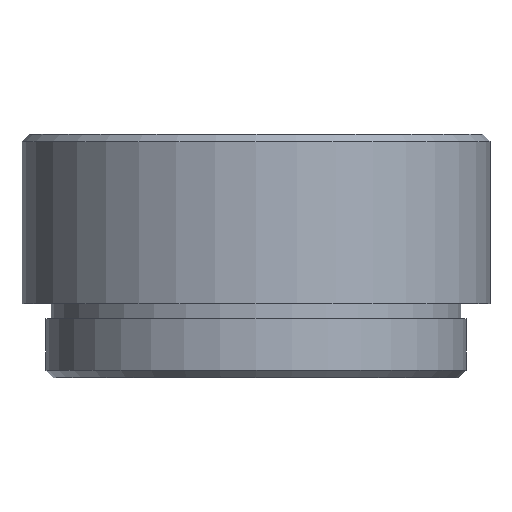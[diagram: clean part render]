
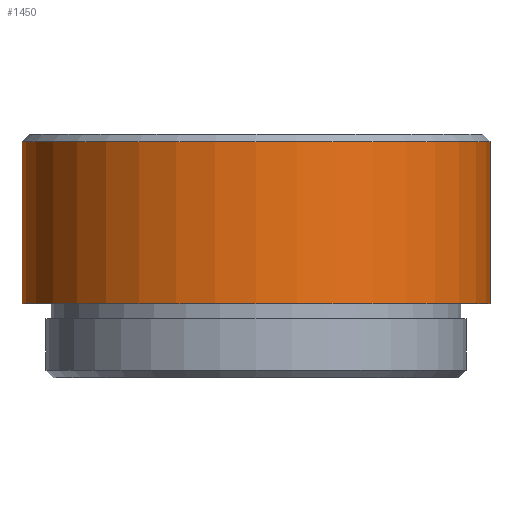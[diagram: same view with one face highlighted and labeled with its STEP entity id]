
A CAD part, front view. The second image highlights one B-rep face of the part: STEP entity #1450.
In plain terms, the highlighted cylindrical face has radius 15.878 mm (diameter 31.756 mm), a partial arc.
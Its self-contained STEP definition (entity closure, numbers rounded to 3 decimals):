
#22 = DIRECTION ( 'NONE',  ( 0., 0., -1. ) ) ;
#35 = EDGE_CURVE ( 'NONE', #1514, #1225, #587, .T. ) ;
#56 = CIRCLE ( 'NONE', #756, 15.878 ) ;
#72 = EDGE_CURVE ( 'NONE', #547, #1225, #56, .T. ) ;
#154 = LINE ( 'NONE', #514, #616 ) ;
#193 = DIRECTION ( 'NONE',  ( 0., 0., -1. ) ) ;
#206 = VERTEX_POINT ( 'NONE', #1136 ) ;
#288 = CYLINDRICAL_SURFACE ( 'NONE', #658, 15.878 ) ;
#329 = CARTESIAN_POINT ( 'NONE',  ( 0., 0., 5. ) ) ;
#341 = CARTESIAN_POINT ( 'NONE',  ( -15.878, 0., 5. ) ) ;
#421 = DIRECTION ( 'NONE',  ( 0., 0., -1. ) ) ;
#505 = ORIENTED_EDGE ( 'NONE', *, *, #1411, .F. ) ;
#514 = CARTESIAN_POINT ( 'NONE',  ( 15.878, 0., 16.5 ) ) ;
#536 = CARTESIAN_POINT ( 'NONE',  ( -15.878, 0., 16. ) ) ;
#547 = VERTEX_POINT ( 'NONE', #1293 ) ;
#571 = DIRECTION ( 'NONE',  ( 0., 0., -1. ) ) ;
#586 = EDGE_LOOP ( 'NONE', ( #505, #843, #1445, #833 ) ) ;
#587 = LINE ( 'NONE', #1618, #871 ) ;
#610 = EDGE_CURVE ( 'NONE', #206, #1514, #1376, .T. ) ;
#612 = DIRECTION ( 'NONE',  ( 1., 0., 0. ) ) ;
#616 = VECTOR ( 'NONE', #22, 1000. ) ;
#658 = AXIS2_PLACEMENT_3D ( 'NONE', #829, #421, #1494 ) ;
#756 = AXIS2_PLACEMENT_3D ( 'NONE', #329, #193, #852 ) ;
#829 = CARTESIAN_POINT ( 'NONE',  ( 0., 0., 16.5 ) ) ;
#833 = ORIENTED_EDGE ( 'NONE', *, *, #72, .F. ) ;
#843 = ORIENTED_EDGE ( 'NONE', *, *, #610, .T. ) ;
#852 = DIRECTION ( 'NONE',  ( -1., 0., 0. ) ) ;
#871 = VECTOR ( 'NONE', #571, 1000. ) ;
#874 = DIRECTION ( 'NONE',  ( 0., 0., -1. ) ) ;
#960 = FACE_OUTER_BOUND ( 'NONE', #586, .T. ) ;
#1136 = CARTESIAN_POINT ( 'NONE',  ( 15.878, 0., 16. ) ) ;
#1225 = VERTEX_POINT ( 'NONE', #341 ) ;
#1293 = CARTESIAN_POINT ( 'NONE',  ( 15.878, 0., 5. ) ) ;
#1376 = CIRCLE ( 'NONE', #1475, 15.878 ) ;
#1411 = EDGE_CURVE ( 'NONE', #206, #547, #154, .T. ) ;
#1445 = ORIENTED_EDGE ( 'NONE', *, *, #35, .T. ) ;
#1450 = ADVANCED_FACE ( 'NONE', ( #960 ), #288, .T. ) ;
#1475 = AXIS2_PLACEMENT_3D ( 'NONE', #1676, #874, #612 ) ;
#1494 = DIRECTION ( 'NONE',  ( -1., 0., 0. ) ) ;
#1514 = VERTEX_POINT ( 'NONE', #536 ) ;
#1618 = CARTESIAN_POINT ( 'NONE',  ( -15.878, 0., 16.5 ) ) ;
#1676 = CARTESIAN_POINT ( 'NONE',  ( 0., 0., 16. ) ) ;
